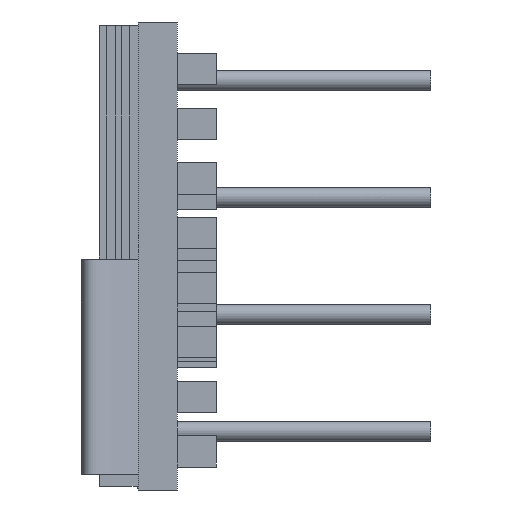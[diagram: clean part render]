
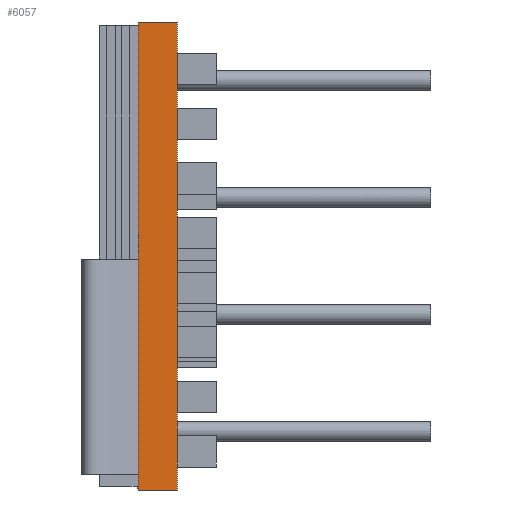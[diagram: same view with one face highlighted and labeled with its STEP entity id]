
A CAD part, left-side view. The second image highlights one B-rep face of the part: STEP entity #6057.
In plain terms, the highlighted planar face has unit normal (-1, 0, 0).
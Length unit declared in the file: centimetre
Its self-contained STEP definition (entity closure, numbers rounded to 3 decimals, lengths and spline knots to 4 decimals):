
#45 = CARTESIAN_POINT ( 'NONE',  ( 0., 0.1, 1.2 ) ) ;
#222 = ORIENTED_EDGE ( 'NONE', *, *, #506, .T. ) ;
#375 = VECTOR ( 'NONE', #10015, 100. ) ;
#506 = EDGE_CURVE ( 'NONE', #13074, #5391, #4901, .T. ) ;
#1005 = AXIS2_PLACEMENT_3D ( 'NONE', #12072, #7223, #14683 ) ;
#1277 = DIRECTION ( 'NONE',  ( 0., -1., 0. ) ) ;
#1610 = EDGE_LOOP ( 'NONE', ( #13768, #7425, #3463, #222 ) ) ;
#2012 = VECTOR ( 'NONE', #14955, 100. ) ;
#2230 = CARTESIAN_POINT ( 'NONE',  ( 0., 0.1, 0. ) ) ;
#2328 = LINE ( 'NONE', #3640, #14484 ) ;
#2329 = DIRECTION ( 'NONE',  ( 0., -1., 0. ) ) ;
#2864 = CARTESIAN_POINT ( 'NONE',  ( 0., 0., 1.2 ) ) ;
#3267 = PLANE ( 'NONE',  #1005 ) ;
#3426 = FACE_OUTER_BOUND ( 'NONE', #1610, .T. ) ;
#3463 = ORIENTED_EDGE ( 'NONE', *, *, #4078, .F. ) ;
#3640 = CARTESIAN_POINT ( 'NONE',  ( 0., 0.1, 1.2 ) ) ;
#4078 = EDGE_CURVE ( 'NONE', #13074, #9164, #13409, .T. ) ;
#4548 = CARTESIAN_POINT ( 'NONE',  ( 0., 0.1, 0. ) ) ;
#4901 = LINE ( 'NONE', #15893, #5216 ) ;
#5216 = VECTOR ( 'NONE', #2329, 100. ) ;
#5391 = VERTEX_POINT ( 'NONE', #5790 ) ;
#5790 = CARTESIAN_POINT ( 'NONE',  ( 0., 0., 0. ) ) ;
#6047 = CARTESIAN_POINT ( 'NONE',  ( 0., 0., 0. ) ) ;
#6057 = ADVANCED_FACE ( 'NONE', ( #3426 ), #3267, .F. ) ;
#6607 = VERTEX_POINT ( 'NONE', #2864 ) ;
#7223 = DIRECTION ( 'NONE',  ( 1., 0., 0. ) ) ;
#7425 = ORIENTED_EDGE ( 'NONE', *, *, #13955, .F. ) ;
#9164 = VERTEX_POINT ( 'NONE', #45 ) ;
#10015 = DIRECTION ( 'NONE',  ( 0., 0., 1. ) ) ;
#11237 = LINE ( 'NONE', #6047, #375 ) ;
#11455 = EDGE_CURVE ( 'NONE', #5391, #6607, #11237, .T. ) ;
#12072 = CARTESIAN_POINT ( 'NONE',  ( 0., 0.1, 0. ) ) ;
#13074 = VERTEX_POINT ( 'NONE', #4548 ) ;
#13409 = LINE ( 'NONE', #2230, #2012 ) ;
#13768 = ORIENTED_EDGE ( 'NONE', *, *, #11455, .T. ) ;
#13955 = EDGE_CURVE ( 'NONE', #9164, #6607, #2328, .T. ) ;
#14484 = VECTOR ( 'NONE', #1277, 100. ) ;
#14683 = DIRECTION ( 'NONE',  ( 0., 0., -1. ) ) ;
#14955 = DIRECTION ( 'NONE',  ( 0., 0., 1. ) ) ;
#15893 = CARTESIAN_POINT ( 'NONE',  ( 0., 0.1, 0. ) ) ;
